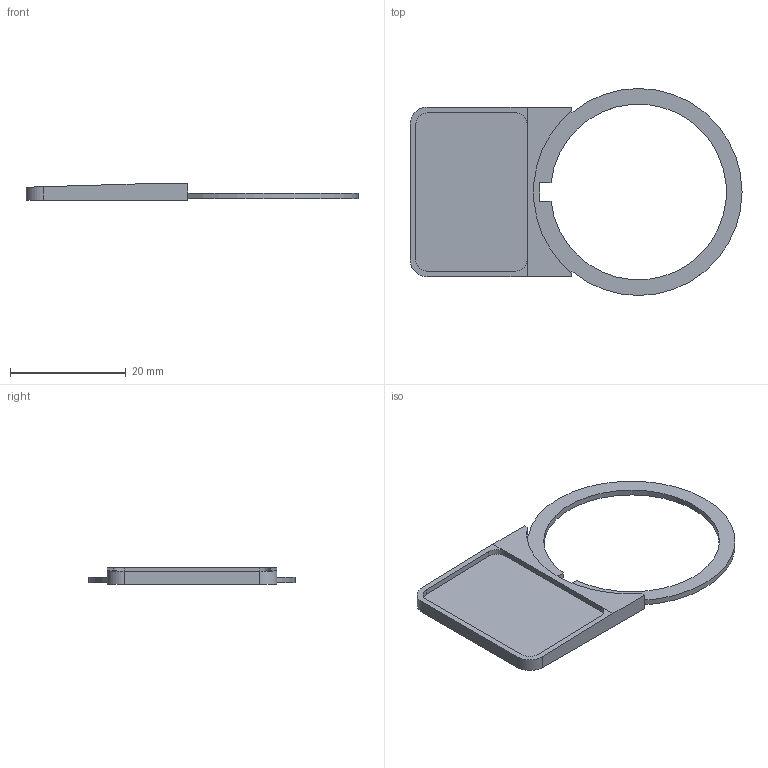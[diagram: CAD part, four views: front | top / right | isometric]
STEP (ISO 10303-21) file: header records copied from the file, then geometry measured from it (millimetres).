
FILE_DESCRIPTION(/* description */ (''),/* implementation_level */ '2;1');
FILE_NAME(/* name */ 'KRJABT_ipt.stp',/* time_stamp */ '2014-11-19T11:38:08+01:00',/* author */ ('thagel'),/* organization */ (''),/* preprocessor_version */ 'ST-DEVELOPER v15.2',/* originating_system */ 'Autodesk Inventor 2014',/* authorisation */ '');
FILE_SCHEMA (('AUTOMOTIVE_DESIGN { 1 0 10303 214 3 1 1 }'));
Length unit declared in the file: millimetre
Products named in the file (1): KRJABT_ipt
Bounding box: 57.4 x 35.8 x 2.85 mm (x, y, z)
Volume: 1067.9 mm3; surface area: 2580.7 mm2
Topology: 1 solids, 1 shells, 51 faces, 139 edges, 92 vertices
Faces by surface type: plane 29, cylinder 22
Entity records: 1704 total; most frequent: DIRECTION 287, CARTESIAN_POINT 283, ORIENTED_EDGE 278, EDGE_CURVE 139, AXIS2_PLACEMENT_3D 96, LINE 95, VECTOR 95, VERTEX_POINT 92
